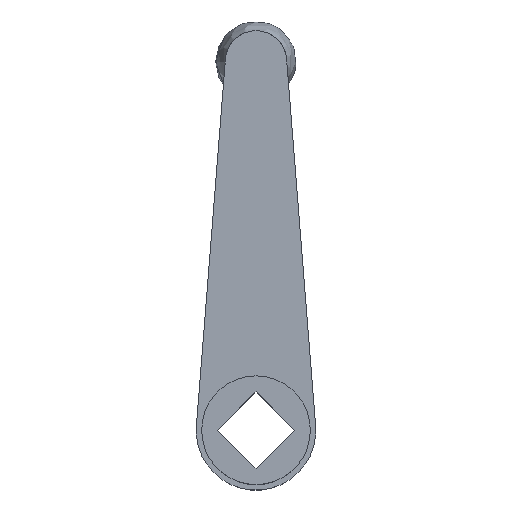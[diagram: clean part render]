
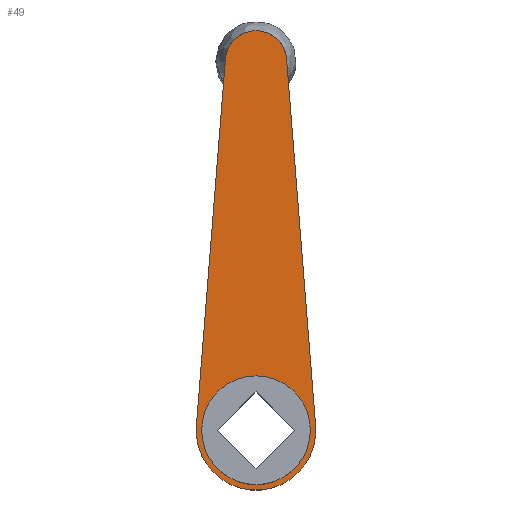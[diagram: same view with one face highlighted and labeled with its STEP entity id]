
A CAD part, top view. The second image highlights one B-rep face of the part: STEP entity #49.
In plain terms, the highlighted planar face has unit normal (0, 0, 1).
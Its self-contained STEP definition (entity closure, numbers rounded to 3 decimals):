
#49 = ADVANCED_FACE( '', ( #107, #108 ), #109, .T. );
#107 = FACE_BOUND( '', #209, .T. );
#108 = FACE_OUTER_BOUND( '', #210, .T. );
#109 = PLANE( '', #211 );
#209 = EDGE_LOOP( '', ( #282 ) );
#210 = EDGE_LOOP( '', ( #283, #284, #285, #286 ) );
#211 = AXIS2_PLACEMENT_3D( '', #287, #288, #289 );
#282 = ORIENTED_EDGE( '', *, *, #400, .F. );
#283 = ORIENTED_EDGE( '', *, *, #395, .T. );
#284 = ORIENTED_EDGE( '', *, *, #401, .T. );
#285 = ORIENTED_EDGE( '', *, *, #402, .T. );
#286 = ORIENTED_EDGE( '', *, *, #403, .T. );
#287 = CARTESIAN_POINT( '', ( 0., 0., -27.21 ) );
#288 = DIRECTION( '', ( 0., 0., 1. ) );
#289 = DIRECTION( '', ( 1., 0., 0. ) );
#395 = EDGE_CURVE( '', #452, #450, #453, .T. );
#400 = EDGE_CURVE( '', #459, #459, #460, .T. );
#401 = EDGE_CURVE( '', #450, #461, #462, .T. );
#402 = EDGE_CURVE( '', #461, #463, #464, .T. );
#403 = EDGE_CURVE( '', #463, #452, #465, .T. );
#450 = VERTEX_POINT( '', #526 );
#452 = VERTEX_POINT( '', #529 );
#453 = LINE( '', #530, #531 );
#459 = VERTEX_POINT( '', #538 );
#460 = CIRCLE( '', #539, 17. );
#461 = VERTEX_POINT( '', #540 );
#462 = CIRCLE( '', #541, 18.7 );
#463 = VERTEX_POINT( '', #542 );
#464 = LINE( '', #543, #544 );
#465 = CIRCLE( '', #545, 9.6 );
#526 = CARTESIAN_POINT( '', ( -18.642, 1.475, -27.21 ) );
#529 = CARTESIAN_POINT( '', ( -9.57, 116.157, -27.21 ) );
#530 = CARTESIAN_POINT( '', ( -9.57, 116.157, -27.21 ) );
#531 = VECTOR( '', #606, 1000. );
#538 = CARTESIAN_POINT( '', ( 0., 17., -27.21 ) );
#539 = AXIS2_PLACEMENT_3D( '', #611, #612, #613 );
#540 = CARTESIAN_POINT( '', ( 18.642, 1.475, -27.21 ) );
#541 = AXIS2_PLACEMENT_3D( '', #614, #615, #616 );
#542 = CARTESIAN_POINT( '', ( 9.57, 116.157, -27.21 ) );
#543 = CARTESIAN_POINT( '', ( 18.642, 1.475, -27.21 ) );
#544 = VECTOR( '', #617, 1000. );
#545 = AXIS2_PLACEMENT_3D( '', #618, #619, #620 );
#606 = DIRECTION( '', ( -0.079, -0.997, 0. ) );
#611 = CARTESIAN_POINT( '', ( 0., 0., -27.21 ) );
#612 = DIRECTION( '', ( 0., 0., 1. ) );
#613 = DIRECTION( '', ( 0., 1., 0. ) );
#614 = CARTESIAN_POINT( '', ( 0., 0., -27.21 ) );
#615 = DIRECTION( '', ( 0., 0., 1. ) );
#616 = DIRECTION( '', ( 0., 1., 0. ) );
#617 = DIRECTION( '', ( -0.079, 0.997, 0. ) );
#618 = CARTESIAN_POINT( '', ( 0., 115.4, -27.21 ) );
#619 = DIRECTION( '', ( 0., 0., 1. ) );
#620 = DIRECTION( '', ( 0., 1., 0. ) );
